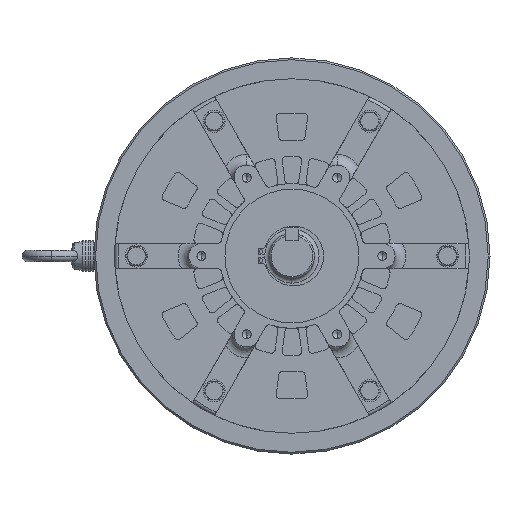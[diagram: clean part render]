
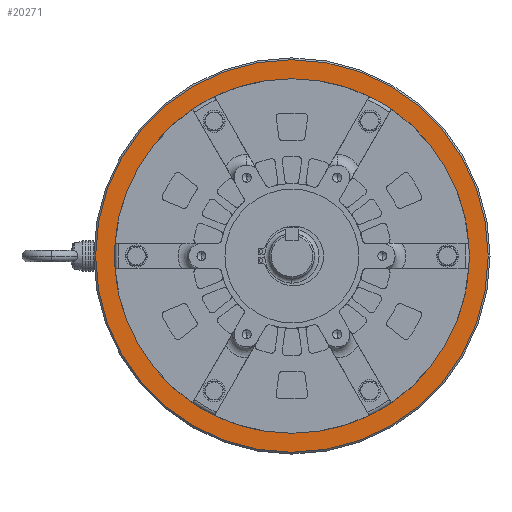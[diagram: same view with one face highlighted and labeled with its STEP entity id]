
A CAD part, left-side view. The second image highlights one B-rep face of the part: STEP entity #20271.
In plain terms, the highlighted planar face has unit normal (-1, 0, 0).
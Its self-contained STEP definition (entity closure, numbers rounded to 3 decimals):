
#297 = DIRECTION ( 'NONE',  ( 0., 0., 1. ) ) ;
#1394 = ORIENTED_EDGE ( 'NONE', *, *, #26590, .F. ) ;
#1551 = DIRECTION ( 'NONE',  ( -1., 0., 0. ) ) ;
#2568 = ORIENTED_EDGE ( 'NONE', *, *, #17489, .T. ) ;
#2845 = FACE_OUTER_BOUND ( 'NONE', #16445, .T. ) ;
#2853 = CARTESIAN_POINT ( 'NONE',  ( 46., 0., 0. ) ) ;
#3324 = CIRCLE ( 'NONE', #27215, 98. ) ;
#3803 = DIRECTION ( 'NONE',  ( 0., 0., 1. ) ) ;
#4132 = CARTESIAN_POINT ( 'NONE',  ( 46., 0., 108.5 ) ) ;
#4403 = CARTESIAN_POINT ( 'NONE',  ( 46., 0., 0. ) ) ;
#5107 = DIRECTION ( 'NONE',  ( -1., 0., 0. ) ) ;
#5977 = VERTEX_POINT ( 'NONE', #25702 ) ;
#7155 = CIRCLE ( 'NONE', #19913, 98. ) ;
#7279 = CARTESIAN_POINT ( 'NONE',  ( 46., 0., 0. ) ) ;
#7475 = DIRECTION ( 'NONE',  ( 0., 0., 1. ) ) ;
#7798 = CARTESIAN_POINT ( 'NONE',  ( 46., 0., 0. ) ) ;
#9643 = EDGE_CURVE ( 'NONE', #21107, #17473, #18487, .T. ) ;
#13262 = DIRECTION ( 'NONE',  ( 0., 0., 1. ) ) ;
#14066 = ORIENTED_EDGE ( 'NONE', *, *, #17214, .F. ) ;
#14243 = ORIENTED_EDGE ( 'NONE', *, *, #9643, .T. ) ;
#15055 = CARTESIAN_POINT ( 'NONE',  ( 46., 0., 0. ) ) ;
#16279 = FACE_BOUND ( 'NONE', #26809, .T. ) ;
#16293 = DIRECTION ( 'NONE',  ( -1., 0., 0. ) ) ;
#16445 = EDGE_LOOP ( 'NONE', ( #2568, #14243 ) ) ;
#16768 = CARTESIAN_POINT ( 'NONE',  ( 46., 0., -98. ) ) ;
#17214 = EDGE_CURVE ( 'NONE', #21850, #5977, #3324, .T. ) ;
#17446 = CARTESIAN_POINT ( 'NONE',  ( 46., 0., -108.5 ) ) ;
#17473 = VERTEX_POINT ( 'NONE', #17446 ) ;
#17489 = EDGE_CURVE ( 'NONE', #17473, #21107, #28318, .T. ) ;
#17666 = DIRECTION ( 'NONE',  ( -1., 0., 0. ) ) ;
#18487 = CIRCLE ( 'NONE', #19506, 108.5 ) ;
#19506 = AXIS2_PLACEMENT_3D ( 'NONE', #7798, #25871, #21270 ) ;
#19913 = AXIS2_PLACEMENT_3D ( 'NONE', #4403, #17666, #13262 ) ;
#20271 = ADVANCED_FACE ( 'NONE', ( #2845, #16279 ), #25263, .T. ) ;
#21107 = VERTEX_POINT ( 'NONE', #4132 ) ;
#21270 = DIRECTION ( 'NONE',  ( 0., 0., 1. ) ) ;
#21850 = VERTEX_POINT ( 'NONE', #16768 ) ;
#22071 = AXIS2_PLACEMENT_3D ( 'NONE', #15055, #1551, #3803 ) ;
#25263 = PLANE ( 'NONE',  #26533 ) ;
#25702 = CARTESIAN_POINT ( 'NONE',  ( 46., 0., 98. ) ) ;
#25871 = DIRECTION ( 'NONE',  ( -1., 0., 0. ) ) ;
#26533 = AXIS2_PLACEMENT_3D ( 'NONE', #7279, #5107, #7475 ) ;
#26590 = EDGE_CURVE ( 'NONE', #5977, #21850, #7155, .T. ) ;
#26809 = EDGE_LOOP ( 'NONE', ( #1394, #14066 ) ) ;
#27215 = AXIS2_PLACEMENT_3D ( 'NONE', #2853, #16293, #297 ) ;
#28318 = CIRCLE ( 'NONE', #22071, 108.5 ) ;
